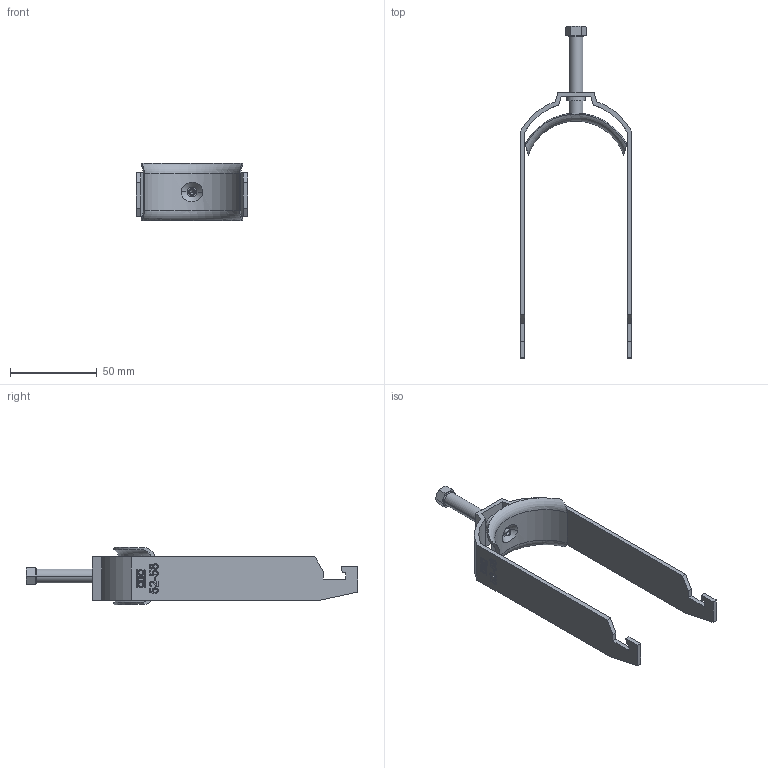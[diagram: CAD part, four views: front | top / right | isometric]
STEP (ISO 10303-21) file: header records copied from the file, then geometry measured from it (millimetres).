
FILE_DESCRIPTION (( 'STEP AP214' ), '1' );
FILE_NAME ('1186557.STEP', '2023-09-04T09:08:49', ( '' ), ( '' ), 'SwSTEP 2.0', 'SolidWorks 2022', '' );
FILE_SCHEMA (( 'AUTOMOTIVE_DESIGN' ));
Length unit declared in the file: millimetre
Products named in the file (4): 142313_Druckschraube - M8 x 45; 157114_2Fach; 1186557; 203471_Standard
Assembly tree (3 placements, depth 2):
  1186557
    142313_Druckschraube - M8 x 45
    203471_Standard
    157114_2Fach
Bounding box: 64 x 191 x 33.15 mm (x, y, z)
Volume: 26583.6 mm3; surface area: 25109.6 mm2
Topology: 3 solids, 3 shells, 240 faces, 636 edges, 424 vertices
Faces by surface type: plane 131, bspline 57, cylinder 34, cone 10, torus 8
Entity records: 12508 total; most frequent: CARTESIAN_POINT 6325, ORIENTED_EDGE 1264, DIRECTION 940, EDGE_CURVE 632, VERTEX_POINT 424, LINE 362, VECTOR 362, AXIS2_PLACEMENT_3D 289
